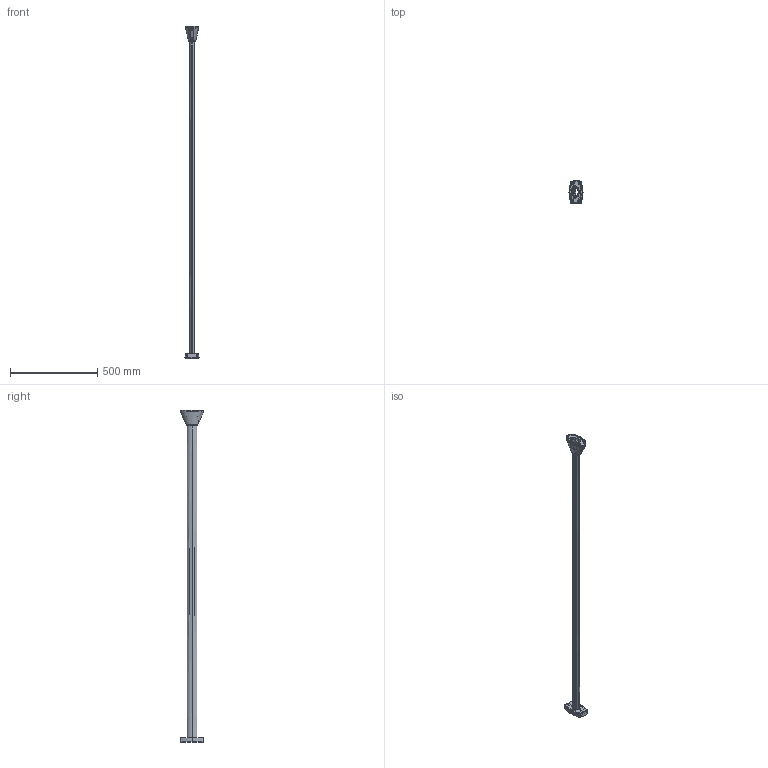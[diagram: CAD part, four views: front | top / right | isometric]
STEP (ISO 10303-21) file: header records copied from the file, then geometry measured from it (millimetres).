
FILE_DESCRIPTION(('CATIA V5 STEP Exchange','CAx-IF Rec.Pracs.--- Model Styling and Organization---1.4--- 2014-01-23'),'2;1');
FILE_NAME('Kit Ovaline T2.stp','2019-02-11T09:04:33+00:00',('none'),('none'),'CATIA Version 5-6 Release 2017 SP3','CATIA V5 STEP AP214','none');
FILE_SCHEMA(('AUTOMOTIVE_DESIGN { 1 0 10303 214 1 1 1 1 }'));
Products named in the file (1): Kit Ovaline T2
Bounding box: 80.43 x 135.99 x 1898.7 mm (x, y, z)
Volume: 640597.5 mm3; surface area: 787198 mm2
Topology: 8 solids, 8 shells, 2901 faces, 7880 edges, 4957 vertices
Faces by surface type: plane 1809, cylinder 548, bspline 270, sphere 100, extrusion 78, cone 52, torus 44
Entity records: 112665 total; most frequent: CARTESIAN_POINT 46224, ORIENTED_EDGE 15532, DIRECTION 10478, EDGE_CURVE 7766, VECTOR 5059, LINE 4981, VERTEX_POINT 4957, AXIS2_PLACEMENT_3D 3124
